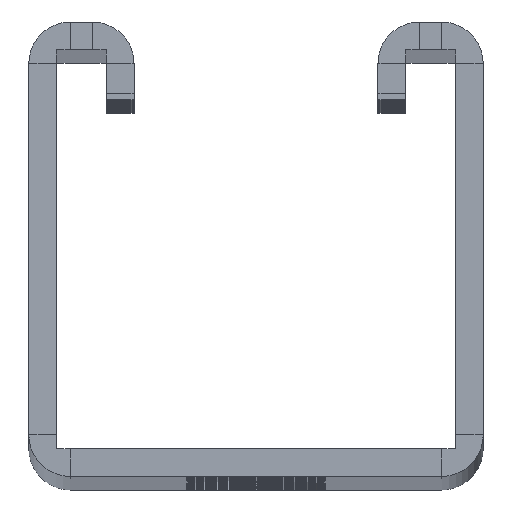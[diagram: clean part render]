
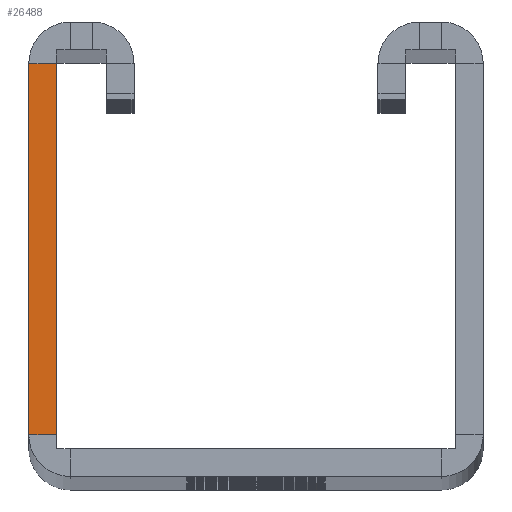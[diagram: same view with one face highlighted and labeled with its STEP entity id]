
A CAD part, top view. The second image highlights one B-rep face of the part: STEP entity #26488.
In plain terms, the highlighted planar face has unit normal (0, 0, 1).
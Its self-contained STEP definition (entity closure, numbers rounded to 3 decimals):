
#597 = CARTESIAN_POINT ( 'NONE',  ( -18., 3.75, 0. ) ) ;
#2369 = CARTESIAN_POINT ( 'NONE',  ( -18., 37.25, 0. ) ) ;
#3169 = LINE ( 'NONE', #13860, #27169 ) ;
#6181 = DIRECTION ( 'NONE',  ( 1., 0., 0. ) ) ;
#7677 = DIRECTION ( 'NONE',  ( 0., 0., 1. ) ) ;
#9124 = EDGE_CURVE ( 'NONE', #26586, #42456, #3169, .T. ) ;
#11059 = ORIENTED_EDGE ( 'NONE', *, *, #13085, .T. ) ;
#11168 = LINE ( 'NONE', #40345, #22375 ) ;
#13085 = EDGE_CURVE ( 'NONE', #24499, #42456, #29503, .T. ) ;
#13860 = CARTESIAN_POINT ( 'NONE',  ( -20.5, 0., 0. ) ) ;
#14037 = DIRECTION ( 'NONE',  ( -1., 0., 0. ) ) ;
#17311 = VECTOR ( 'NONE', #6181, 1000. ) ;
#20333 = CARTESIAN_POINT ( 'NONE',  ( -20.5, 3.75, 0. ) ) ;
#21231 = PLANE ( 'NONE',  #23597 ) ;
#21858 = ORIENTED_EDGE ( 'NONE', *, *, #24623, .T. ) ;
#22228 = CARTESIAN_POINT ( 'NONE',  ( -20.5, 3.75, 0. ) ) ;
#22375 = VECTOR ( 'NONE', #37222, 1000. ) ;
#22480 = FACE_OUTER_BOUND ( 'NONE', #27775, .T. ) ;
#23358 = CARTESIAN_POINT ( 'NONE',  ( -20.5, 37.25, 0. ) ) ;
#23597 = AXIS2_PLACEMENT_3D ( 'NONE', #37292, #7677, #31828 ) ;
#24499 = VERTEX_POINT ( 'NONE', #2369 ) ;
#24623 = EDGE_CURVE ( 'NONE', #40152, #24499, #11168, .T. ) ;
#26488 = ADVANCED_FACE ( 'NONE', ( #22480 ), #21231, .T. ) ;
#26586 = VERTEX_POINT ( 'NONE', #22228 ) ;
#27169 = VECTOR ( 'NONE', #30922, 1000. ) ;
#27775 = EDGE_LOOP ( 'NONE', ( #31849, #37534, #21858, #11059 ) ) ;
#29503 = LINE ( 'NONE', #34650, #30000 ) ;
#30000 = VECTOR ( 'NONE', #14037, 1000. ) ;
#30922 = DIRECTION ( 'NONE',  ( 0., 1., 0. ) ) ;
#31828 = DIRECTION ( 'NONE',  ( 1., 0., 0. ) ) ;
#31849 = ORIENTED_EDGE ( 'NONE', *, *, #9124, .F. ) ;
#34262 = EDGE_CURVE ( 'NONE', #26586, #40152, #35991, .T. ) ;
#34650 = CARTESIAN_POINT ( 'NONE',  ( -18., 37.25, 0. ) ) ;
#35991 = LINE ( 'NONE', #20333, #17311 ) ;
#37222 = DIRECTION ( 'NONE',  ( 0., 1., 0. ) ) ;
#37292 = CARTESIAN_POINT ( 'NONE',  ( -16.75, 2.5, 0. ) ) ;
#37534 = ORIENTED_EDGE ( 'NONE', *, *, #34262, .T. ) ;
#40152 = VERTEX_POINT ( 'NONE', #597 ) ;
#40345 = CARTESIAN_POINT ( 'NONE',  ( -18., 0., 0. ) ) ;
#42456 = VERTEX_POINT ( 'NONE', #23358 ) ;
